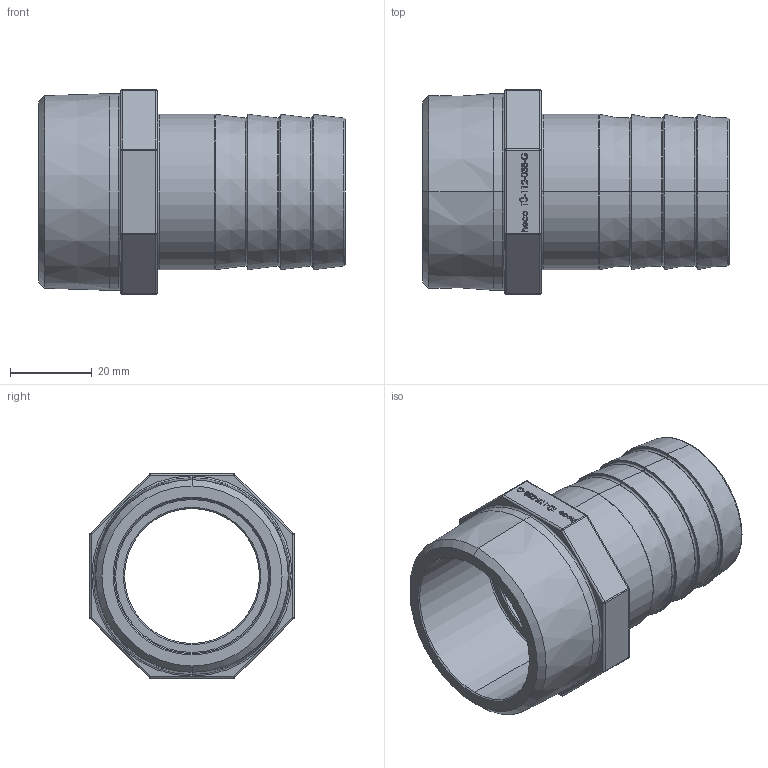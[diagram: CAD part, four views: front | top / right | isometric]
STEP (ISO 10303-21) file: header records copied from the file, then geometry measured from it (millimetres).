
FILE_DESCRIPTION (( 'STEP AP214' ), '1' );
FILE_NAME ('TÜ-112-038-G Tülle.STEP', '2018-05-30T07:22:25', ( '' ), ( '' ), 'SwSTEP 2.0', 'SolidWorks 2016', '' );
FILE_SCHEMA (( 'AUTOMOTIVE_DESIGN' ));
Length unit declared in the file: millimetre
Products named in the file (1): TÜ-112-038-G Tülle
Bounding box: 75 x 50 x 50 mm (x, y, z)
Volume: 33619.9 mm3; surface area: 20188 mm2
Topology: 1 solids, 1 shells, 299 faces, 727 edges, 448 vertices
Faces by surface type: bspline 105, plane 100, cylinder 32, cone 26, torus 20, sphere 16
Entity records: 16288 total; most frequent: CARTESIAN_POINT 7884, ORIENTED_EDGE 1438, DIRECTION 1029, EDGE_CURVE 719, VERTEX_POINT 448, LINE 379, VECTOR 379, EDGE_LOOP 327
